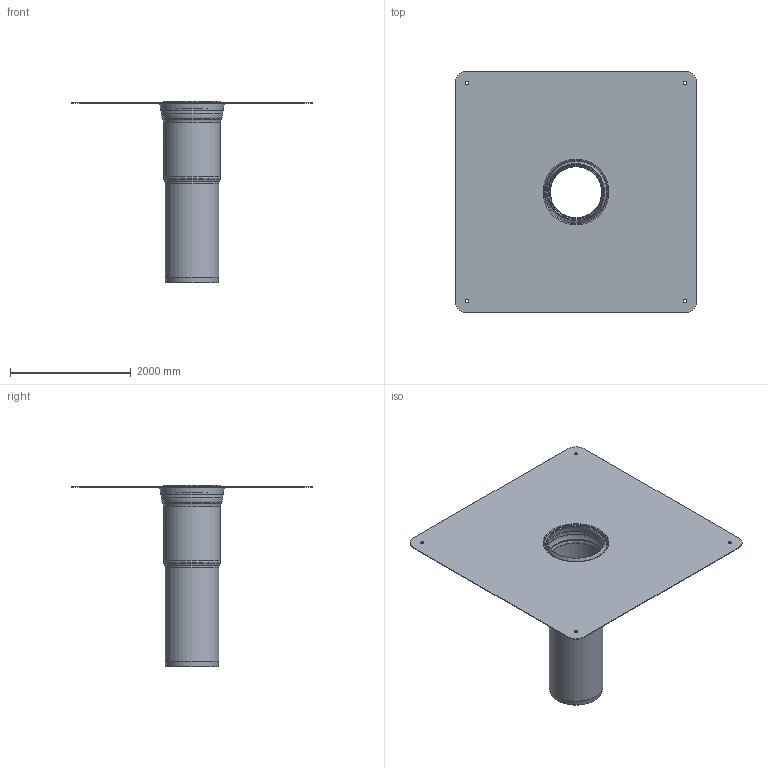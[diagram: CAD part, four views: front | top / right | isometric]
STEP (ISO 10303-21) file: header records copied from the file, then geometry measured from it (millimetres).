
FILE_DESCRIPTION(/* description */ (''),/* implementation_level */ '2;1');
FILE_NAME(/* name */ '12101.080X_3D.stp',/* time_stamp */ '2025-11-18T07:47:50+01:00',/* author */ ('c.rudolph'),/* organization */ (''),/* preprocessor_version */ 'ST-DEVELOPER v20.1',/* originating_system */ 'AutoCAD Mechanical',/* authorisation */ '');
FILE_SCHEMA (('AUTOMOTIVE_DESIGN { 1 0 10303 214 3 1 1 }'));
Length unit declared in the file: centimetre
Products named in the file (2): Product; *S0
Assembly tree (1 placements, depth 2):
  Product
    *S0
Bounding box: 4000 x 4000 x 3000 mm (x, y, z)
Volume: 257628778.2 mm3; surface area: 48356543.9 mm2
Topology: 2 solids, 2 shells, 45 faces, 124 edges, 82 vertices
Faces by surface type: torus 14, cylinder 14, cone 11, plane 6
Full cylindrical faces by diameter (mm): 60 x4, 866 x1, 890 x1, 920 x1, 944 x1, 990 x1, 1014 x1
Entity records: 1567 total; most frequent: DIRECTION 306, CARTESIAN_POINT 254, ORIENTED_EDGE 246, AXIS2_PLACEMENT_3D 134, EDGE_CURVE 123, CIRCLE 86, VERTEX_POINT 80, EDGE_LOOP 55
